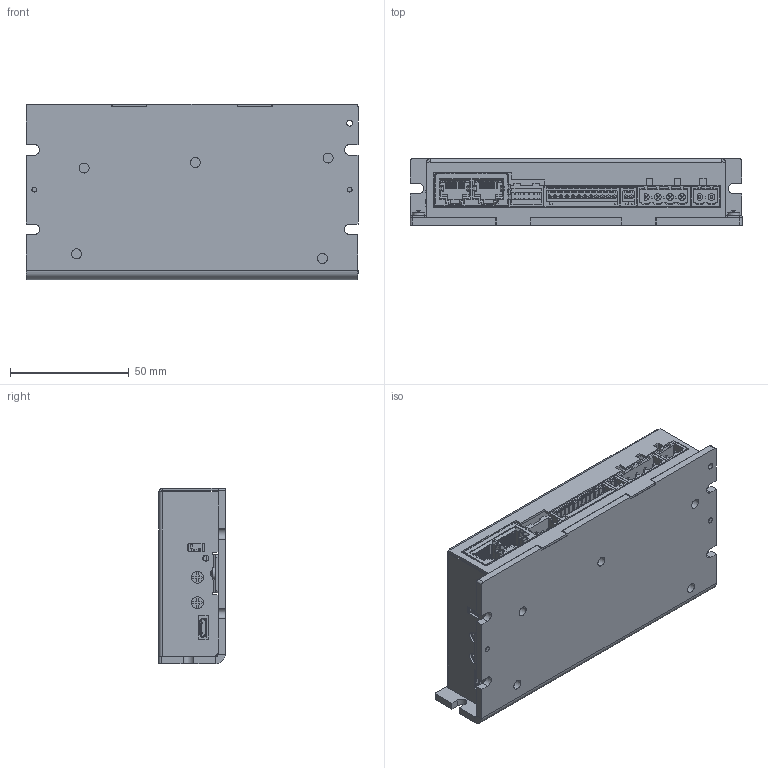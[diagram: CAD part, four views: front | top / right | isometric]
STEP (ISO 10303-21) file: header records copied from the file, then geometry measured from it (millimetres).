
FILE_DESCRIPTION((''),'2;1');
FILE_NAME('C5-E.stp','2014-07-23T16:57:46',('Administrator'),(''),'Autodesk Inventor 2013','Autodesk Inventor 2013','');
FILE_SCHEMA(('AUTOMOTIVE_DESIGN { 1 0 10303 214 1 1 1 1 }'));
Length unit declared in the file: millimetre
Products named in the file (1): 零件3
Bounding box: 140 x 28 x 74 mm (x, y, z)
Surface area: 75595.8 mm2 (no closed solid volume)
Topology: 0 solids, 172 shells, 3880 faces, 10882 edges, 7301 vertices
Faces by surface type: plane 2985, cylinder 510, bspline 320, cone 46, torus 11, sphere 8
Full cylindrical faces by diameter (mm): 0.4 x2, 0.434 x2, 0.457 x2, 1.2 x14, 1.4 x6, 1.6 x12, 2.013 x2, 2.208 x2, 2.459 x1, 2.5 x3, 2.8 x4, 3.242 x1, 4.2 x5, 5 x2
Entity records: 131627 total; most frequent: CARTESIAN_POINT 29258, ORIENTED_EDGE 20814, DIRECTION 18422, EDGE_CURVE 10803, VECTOR 8738, LINE 8738, VERTEX_POINT 7290, AXIS2_PLACEMENT_3D 4842
